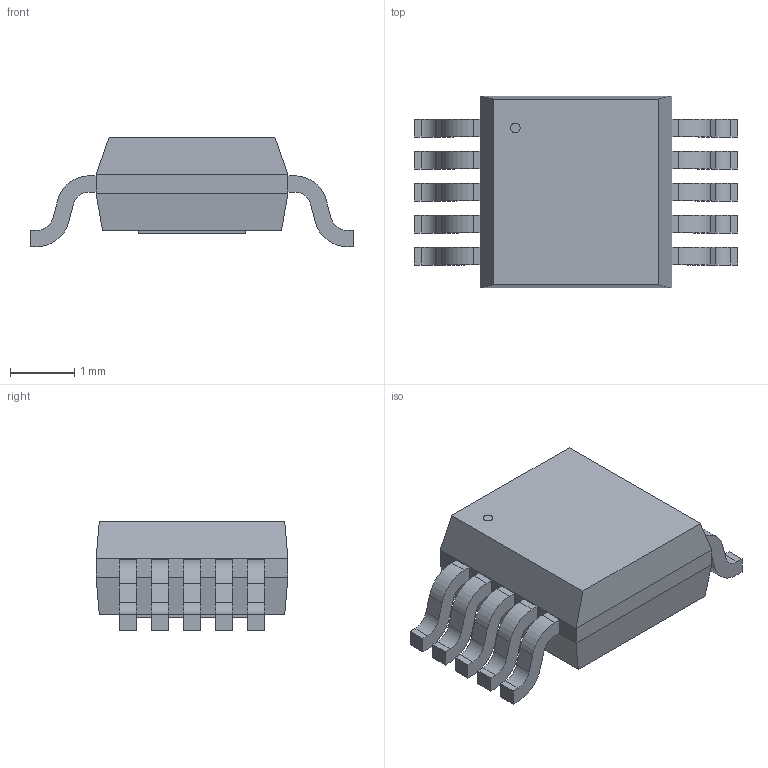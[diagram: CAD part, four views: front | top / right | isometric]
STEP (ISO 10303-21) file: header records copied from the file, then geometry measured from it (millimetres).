
FILE_DESCRIPTION(('STEP AP214'),'1');
FILE_NAME('MSE_10_ADI','2022-11-22T15:19:36',(''),(''),'','','');
FILE_SCHEMA(('AUTOMOTIVE_DESIGN'));
Length unit declared in the file: millimetre
Products named in the file (1): product
Bounding box: 5.05 x 3 x 1.7 mm (x, y, z)
Volume: 13.5 mm3; surface area: 57 mm2
Topology: 13 solids, 13 shells, 163 faces, 403 edges, 266 vertices
Faces by surface type: plane 122, cylinder 41
Full cylindrical faces by diameter (mm): 0.15 x1
Entity records: 4624 total; most frequent: DIRECTION 814, ORIENTED_EDGE 804, CARTESIAN_POINT 473, EDGE_CURVE 402, LINE 320, VECTOR 320, VERTEX_POINT 266, AXIS2_PLACEMENT_3D 247
